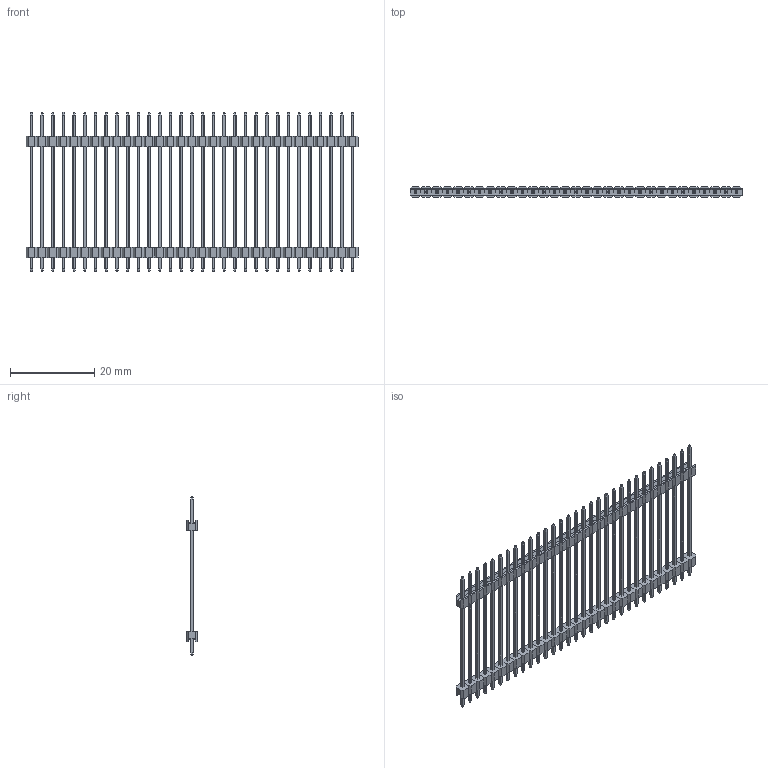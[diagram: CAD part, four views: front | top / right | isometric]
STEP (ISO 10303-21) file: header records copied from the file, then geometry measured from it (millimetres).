
FILE_DESCRIPTION(/* description */ (''),/* implementation_level */ '2;1');
FILE_NAME(/* name */ '31x Male Pim Header 37.80mm Pitch 2.54mm.stp',/* time_stamp */ '2019-10-22T08:02:57+02:00',/* author */ ('PCB-Tech'),/* organization */ (''),/* preprocessor_version */ 'ST-DEVELOPER v18',/* originating_system */ 'Autodesk Inventor 2020',/* authorisation */ '');
FILE_SCHEMA (('AUTOMOTIVE_DESIGN { 1 0 10303 214 3 1 1 }'));
Length unit declared in the file: millimetre
Products named in the file (3): 31x Male Pim Header 37.80mm Pitch 2.54mm; Male Pin 37.80mm; Insulator
Assembly tree (93 placements, depth 2):
  31x Male Pim Header 37.80mm Pitch 2.54mm
    Male Pin 37.80mm  x31
    Insulator  x62
Bounding box: 78.74 x 2.54 x 37.8 mm (x, y, z)
Volume: 1185.7 mm3; surface area: 5210.7 mm2
Topology: 93 solids, 93 shells, 2666 faces, 6696 edges, 4216 vertices
Faces by surface type: plane 2666
Entity records: 2654 total; most frequent: DIRECTION 476, CARTESIAN_POINT 412, ORIENTED_EDGE 312, AXIS2_PLACEMENT_3D 160, LINE 156, VECTOR 156, EDGE_CURVE 156, VERTEX_POINT 96
